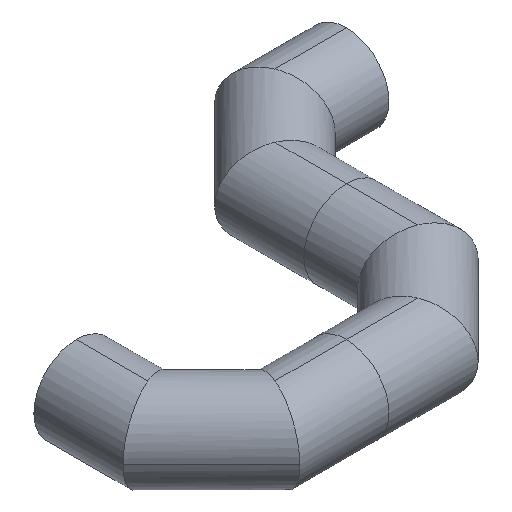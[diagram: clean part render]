
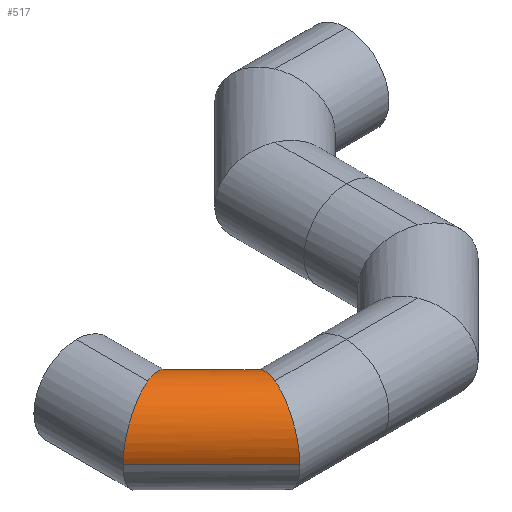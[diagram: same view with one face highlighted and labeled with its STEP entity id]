
A CAD part, isometric view. The second image highlights one B-rep face of the part: STEP entity #517.
In plain terms, the highlighted cylindrical face has radius 80.01 mm (diameter 160.02 mm), a partial arc.
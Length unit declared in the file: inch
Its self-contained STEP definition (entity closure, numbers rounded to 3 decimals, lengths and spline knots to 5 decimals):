
#4 = CARTESIAN_POINT ( 'NONE',  ( 6.00477, 6.85, 1.84523 ) ) ;
#32 = ORIENTED_EDGE ( 'NONE', *, *, #605, .T. ) ;
#38 = CARTESIAN_POINT ( 'NONE',  ( 3.15, 3.99523, 0. ) ) ;
#57 = VERTEX_POINT ( 'NONE', #684 ) ;
#62 = CARTESIAN_POINT ( 'NONE',  ( 0., 5.3, 0. ) ) ;
#63 =( BOUNDED_CURVE ( )  B_SPLINE_CURVE ( 3, ( #652, #4, #657, #661 ),
 .UNSPECIFIED., .F., .F. ) 
 B_SPLINE_CURVE_WITH_KNOTS ( ( 4, 4 ),
 ( 3.14159, 4.71239 ),
 .UNSPECIFIED. ) 
 CURVE ( )  GEOMETRIC_REPRESENTATION_ITEM ( )  RATIONAL_B_SPLINE_CURVE ( ( 1., 0.805, 0.805, 1. ) ) 
 REPRESENTATION_ITEM ( '' )  );
#67 = VECTOR ( 'NONE', #591, 39.37008 ) ;
#90 = DIRECTION ( 'NONE',  ( 0.707, 0.707, 0. ) ) ;
#102 = EDGE_LOOP ( 'NONE', ( #316, #404, #249, #32, #438, #663 ) ) ;
#109 = CARTESIAN_POINT ( 'NONE',  ( 3.15, 3.99523, 1.84523 ) ) ;
#173 = CARTESIAN_POINT ( 'NONE',  ( 3.39523, 13.15, 0. ) ) ;
#187 = CARTESIAN_POINT ( 'NONE',  ( -3.15, 6.60477, 0. ) ) ;
#206 = EDGE_CURVE ( 'NONE', #703, #507, #670, .T. ) ;
#211 = CARTESIAN_POINT ( 'NONE',  ( 0., 5.3, 3.15 ) ) ;
#249 = ORIENTED_EDGE ( 'NONE', *, *, #571, .T. ) ;
#256 =( BOUNDED_CURVE ( )  B_SPLINE_CURVE ( 3, ( #211, #650, #109, #38 ),
 .UNSPECIFIED., .F., .F. ) 
 B_SPLINE_CURVE_WITH_KNOTS ( ( 4, 4 ),
 ( 4.71239, 6.28319 ),
 .UNSPECIFIED. ) 
 CURVE ( )  GEOMETRIC_REPRESENTATION_ITEM ( )  RATIONAL_B_SPLINE_CURVE ( ( 1., 0.805, 0.805, 1. ) ) 
 REPRESENTATION_ITEM ( '' )  );
#289 = CARTESIAN_POINT ( 'NONE',  ( -1.84523, 6.06432, 3.15 ) ) ;
#316 = ORIENTED_EDGE ( 'NONE', *, *, #585, .T. ) ;
#320 = CARTESIAN_POINT ( 'NONE',  ( 3.39523, 13.15, 0. ) ) ;
#330 = CARTESIAN_POINT ( 'NONE',  ( 3.39523, 13.15, 1.84523 ) ) ;
#333 = CARTESIAN_POINT ( 'NONE',  ( 0., 5.3, 3.15 ) ) ;
#342 = CARTESIAN_POINT ( 'NONE',  ( 0., 5.3, 3.15 ) ) ;
#355 = CARTESIAN_POINT ( 'NONE',  ( 4.7, 10., 3.15 ) ) ;
#361 = LINE ( 'NONE', #622, #67 ) ;
#366 = CARTESIAN_POINT ( 'NONE',  ( 3.93568, 11.84523, 3.15 ) ) ;
#391 = VERTEX_POINT ( 'NONE', #677 ) ;
#398 = FACE_OUTER_BOUND ( 'NONE', #102, .T. ) ;
#404 = ORIENTED_EDGE ( 'NONE', *, *, #686, .T. ) ;
#438 = ORIENTED_EDGE ( 'NONE', *, *, #558, .T. ) ;
#444 = VERTEX_POINT ( 'NONE', #333 ) ;
#507 = VERTEX_POINT ( 'NONE', #173 ) ;
#510 = VECTOR ( 'NONE', #526, 39.37008 ) ;
#517 = ADVANCED_FACE ( 'NONE', ( #398 ), #654, .T. ) ;
#526 = DIRECTION ( 'NONE',  ( 0.707, 0.707, 0. ) ) ;
#551 =( BOUNDED_CURVE ( )  B_SPLINE_CURVE ( 3, ( #355, #366, #330, #320 ),
 .UNSPECIFIED., .F., .F. ) 
 B_SPLINE_CURVE_WITH_KNOTS ( ( 4, 4 ),
 ( 4.71239, 6.28319 ),
 .UNSPECIFIED. ) 
 CURVE ( )  GEOMETRIC_REPRESENTATION_ITEM ( )  RATIONAL_B_SPLINE_CURVE ( ( 1., 0.805, 0.805, 1. ) ) 
 REPRESENTATION_ITEM ( '' )  );
#558 = EDGE_CURVE ( 'NONE', #604, #507, #551, .T. ) ;
#571 = EDGE_CURVE ( 'NONE', #57, #391, #361, .T. ) ;
#579 = DIRECTION ( 'NONE',  ( -0.707, 0.707, 0. ) ) ;
#585 = EDGE_CURVE ( 'NONE', #703, #444, #681, .T. ) ;
#591 = DIRECTION ( 'NONE',  ( 0.707, 0.707, 0. ) ) ;
#594 = CARTESIAN_POINT ( 'NONE',  ( -3.15, 6.60477, 0. ) ) ;
#604 = VERTEX_POINT ( 'NONE', #673 ) ;
#605 = EDGE_CURVE ( 'NONE', #391, #604, #63, .T. ) ;
#622 = CARTESIAN_POINT ( 'NONE',  ( 2.22739, 3.07261, 0. ) ) ;
#646 = CARTESIAN_POINT ( 'NONE',  ( -3.15, 6.60477, 1.84523 ) ) ;
#650 = CARTESIAN_POINT ( 'NONE',  ( 1.84523, 4.53568, 3.15 ) ) ;
#652 = CARTESIAN_POINT ( 'NONE',  ( 6.00477, 6.85, 0. ) ) ;
#654 = CYLINDRICAL_SURFACE ( 'NONE', #716, 3.15 ) ;
#657 = CARTESIAN_POINT ( 'NONE',  ( 5.46432, 8.15477, 3.15 ) ) ;
#661 = CARTESIAN_POINT ( 'NONE',  ( 4.7, 10., 3.15 ) ) ;
#663 = ORIENTED_EDGE ( 'NONE', *, *, #206, .F. ) ;
#670 = LINE ( 'NONE', #713, #510 ) ;
#673 = CARTESIAN_POINT ( 'NONE',  ( 4.7, 10., 3.15 ) ) ;
#677 = CARTESIAN_POINT ( 'NONE',  ( 6.00477, 6.85, 0. ) ) ;
#681 =( BOUNDED_CURVE ( )  B_SPLINE_CURVE ( 3, ( #594, #646, #289, #342 ),
 .UNSPECIFIED., .F., .F. ) 
 B_SPLINE_CURVE_WITH_KNOTS ( ( 4, 4 ),
 ( 3.14159, 4.71239 ),
 .UNSPECIFIED. ) 
 CURVE ( )  GEOMETRIC_REPRESENTATION_ITEM ( )  RATIONAL_B_SPLINE_CURVE ( ( 1., 0.805, 0.805, 1. ) ) 
 REPRESENTATION_ITEM ( '' )  );
#684 = CARTESIAN_POINT ( 'NONE',  ( 3.15, 3.99523, 0. ) ) ;
#686 = EDGE_CURVE ( 'NONE', #444, #57, #256, .T. ) ;
#703 = VERTEX_POINT ( 'NONE', #187 ) ;
#713 = CARTESIAN_POINT ( 'NONE',  ( -2.22739, 7.52739, 0. ) ) ;
#716 = AXIS2_PLACEMENT_3D ( 'NONE', #62, #90, #579 ) ;
